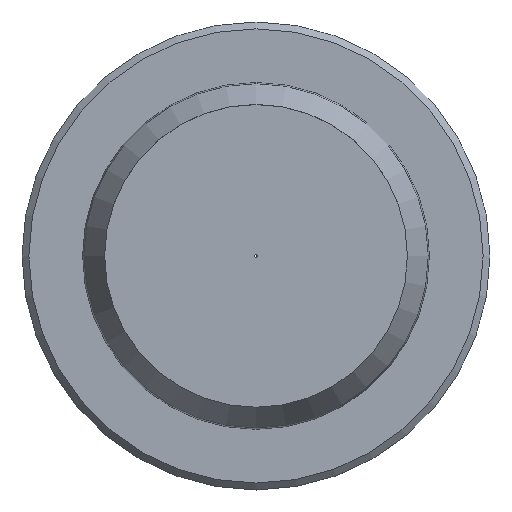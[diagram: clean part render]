
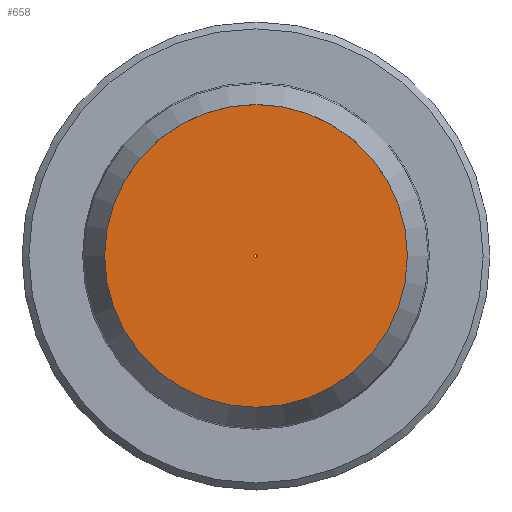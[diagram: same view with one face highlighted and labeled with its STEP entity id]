
A CAD part, top view. The second image highlights one B-rep face of the part: STEP entity #658.
In plain terms, the highlighted planar face has unit normal (0, 0, 1).
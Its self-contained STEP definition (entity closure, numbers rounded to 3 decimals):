
#479 = CYLINDRICAL_SURFACE('',#480,11.);
#480 = AXIS2_PLACEMENT_3D('',#481,#482,#483);
#481 = CARTESIAN_POINT('',(0.,0.,
    0.));
#482 = DIRECTION('',(0.,0.,1.));
#483 = DIRECTION('',(1.,0.,0.));
#572 = EDGE_CURVE('',#573,#573,#575,.T.);
#573 = VERTEX_POINT('',#574);
#574 = CARTESIAN_POINT('',(11.,0.,0.));
#575 = SURFACE_CURVE('',#576,(#581,#588),.PCURVE_S1.);
#576 = CIRCLE('',#577,11.);
#577 = AXIS2_PLACEMENT_3D('',#578,#579,#580);
#578 = CARTESIAN_POINT('',(0.,0.,
    0.));
#579 = DIRECTION('',(0.,0.,-1.));
#580 = DIRECTION('',(1.,0.,0.));
#581 = PCURVE('',#479,#582);
#582 = DEFINITIONAL_REPRESENTATION('',(#583),#587);
#583 = LINE('',#584,#585);
#584 = CARTESIAN_POINT('',(-0.,0.));
#585 = VECTOR('',#586,1.);
#586 = DIRECTION('',(-1.,0.));
#587 = ( GEOMETRIC_REPRESENTATION_CONTEXT(2) 
PARAMETRIC_REPRESENTATION_CONTEXT() REPRESENTATION_CONTEXT('2D SPACE',''
  ) );
#588 = PCURVE('',#589,#594);
#589 = PLANE('',#590);
#590 = AXIS2_PLACEMENT_3D('',#591,#592,#593);
#591 = CARTESIAN_POINT('',(0.,0.,
    0.));
#592 = DIRECTION('',(0.,0.,-1.));
#593 = DIRECTION('',(1.,0.,0.));
#594 = DEFINITIONAL_REPRESENTATION('',(#595),#599);
#595 = CIRCLE('',#596,11.);
#596 = AXIS2_PLACEMENT_2D('',#597,#598);
#597 = CARTESIAN_POINT('',(0.,0.));
#598 = DIRECTION('',(1.,0.));
#599 = ( GEOMETRIC_REPRESENTATION_CONTEXT(2) 
PARAMETRIC_REPRESENTATION_CONTEXT() REPRESENTATION_CONTEXT('2D SPACE',''
  ) );
#658 = ADVANCED_FACE('',(#659,#662),#589,.F.);
#659 = FACE_BOUND('',#660,.F.);
#660 = EDGE_LOOP('',(#661));
#661 = ORIENTED_EDGE('',*,*,#572,.T.);
#662 = FACE_BOUND('',#663,.F.);
#663 = EDGE_LOOP('',(#664));
#664 = ORIENTED_EDGE('',*,*,#665,.F.);
#665 = EDGE_CURVE('',#666,#666,#668,.T.);
#666 = VERTEX_POINT('',#667);
#667 = CARTESIAN_POINT('',(0.1,0.,0.));
#668 = SURFACE_CURVE('',#669,(#674,#681),.PCURVE_S1.);
#669 = CIRCLE('',#670,0.1);
#670 = AXIS2_PLACEMENT_3D('',#671,#672,#673);
#671 = CARTESIAN_POINT('',(0.,0.,
    0.));
#672 = DIRECTION('',(0.,0.,-1.));
#673 = DIRECTION('',(1.,0.,0.));
#674 = PCURVE('',#589,#675);
#675 = DEFINITIONAL_REPRESENTATION('',(#676),#680);
#676 = CIRCLE('',#677,0.1);
#677 = AXIS2_PLACEMENT_2D('',#678,#679);
#678 = CARTESIAN_POINT('',(0.,0.));
#679 = DIRECTION('',(1.,0.));
#680 = ( GEOMETRIC_REPRESENTATION_CONTEXT(2) 
PARAMETRIC_REPRESENTATION_CONTEXT() REPRESENTATION_CONTEXT('2D SPACE',''
  ) );
#681 = PCURVE('',#682,#687);
#682 = CYLINDRICAL_SURFACE('',#683,0.1);
#683 = AXIS2_PLACEMENT_3D('',#684,#685,#686);
#684 = CARTESIAN_POINT('',(0.,0.,
    0.));
#685 = DIRECTION('',(0.,0.,-1.));
#686 = DIRECTION('',(1.,0.,0.));
#687 = DEFINITIONAL_REPRESENTATION('',(#688),#692);
#688 = LINE('',#689,#690);
#689 = CARTESIAN_POINT('',(0.,0.));
#690 = VECTOR('',#691,1.);
#691 = DIRECTION('',(1.,0.));
#692 = ( GEOMETRIC_REPRESENTATION_CONTEXT(2) 
PARAMETRIC_REPRESENTATION_CONTEXT() REPRESENTATION_CONTEXT('2D SPACE',''
  ) );
